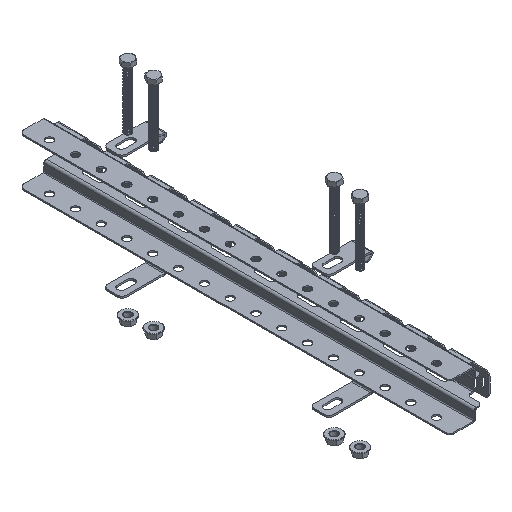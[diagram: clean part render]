
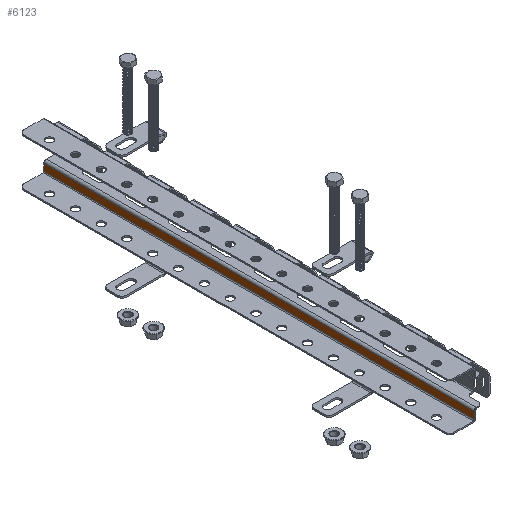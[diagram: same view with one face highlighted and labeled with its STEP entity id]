
A CAD part, isometric view. The second image highlights one B-rep face of the part: STEP entity #6123.
In plain terms, the highlighted face is planar.
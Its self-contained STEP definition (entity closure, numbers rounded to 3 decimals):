
#1459 = EDGE_CURVE ( 'NONE', #5570, #20440, #19357, .T. ) ;
#3662 = CARTESIAN_POINT ( 'NONE',  ( -17., -250., 18.5 ) ) ;
#4232 = CARTESIAN_POINT ( 'NONE',  ( -28., -250., 18.5 ) ) ;
#4529 = ORIENTED_EDGE ( 'NONE', *, *, #18063, .T. ) ;
#4552 = CARTESIAN_POINT ( 'NONE',  ( -28., 250., 18.5 ) ) ;
#4629 = DIRECTION ( 'NONE',  ( 0., 0., -1. ) ) ;
#4688 = AXIS2_PLACEMENT_3D ( 'NONE', #26902, #4629, #24787 ) ;
#5570 = VERTEX_POINT ( 'NONE', #11880 ) ;
#6121 = CARTESIAN_POINT ( 'NONE',  ( -25.5, 250., 18.5 ) ) ;
#6123 = ADVANCED_FACE ( 'NONE', ( #30156 ), #9839, .F. ) ;
#6760 = ORIENTED_EDGE ( 'NONE', *, *, #1459, .T. ) ;
#7089 = DIRECTION ( 'NONE',  ( 0., -1., 0. ) ) ;
#9115 = DIRECTION ( 'NONE',  ( 1., 0., 0. ) ) ;
#9300 = VECTOR ( 'NONE', #9115, 1000. ) ;
#9731 = CARTESIAN_POINT ( 'NONE',  ( -25.5, 250., 18.5 ) ) ;
#9839 = PLANE ( 'NONE',  #4688 ) ;
#9925 = DIRECTION ( 'NONE',  ( 1., 0., 0. ) ) ;
#11815 = LINE ( 'NONE', #19446, #30972 ) ;
#11820 = VECTOR ( 'NONE', #30693, 1000. ) ;
#11849 = CARTESIAN_POINT ( 'NONE',  ( -17., 250., 18.5 ) ) ;
#11880 = CARTESIAN_POINT ( 'NONE',  ( -25.5, -250., 18.5 ) ) ;
#12196 = VERTEX_POINT ( 'NONE', #9731 ) ;
#12963 = ORIENTED_EDGE ( 'NONE', *, *, #15454, .F. ) ;
#15454 = EDGE_CURVE ( 'NONE', #12196, #31005, #17395, .T. ) ;
#16445 = EDGE_CURVE ( 'NONE', #31005, #20440, #11815, .T. ) ;
#17254 = EDGE_LOOP ( 'NONE', ( #6760, #27727, #12963, #4529 ) ) ;
#17395 = LINE ( 'NONE', #4552, #29896 ) ;
#18063 = EDGE_CURVE ( 'NONE', #12196, #5570, #28720, .T. ) ;
#19357 = LINE ( 'NONE', #4232, #9300 ) ;
#19446 = CARTESIAN_POINT ( 'NONE',  ( -17., 250., 18.5 ) ) ;
#20440 = VERTEX_POINT ( 'NONE', #3662 ) ;
#24787 = DIRECTION ( 'NONE',  ( -1., 0., 0. ) ) ;
#26902 = CARTESIAN_POINT ( 'NONE',  ( -28., 250., 18.5 ) ) ;
#27727 = ORIENTED_EDGE ( 'NONE', *, *, #16445, .F. ) ;
#28720 = LINE ( 'NONE', #6121, #11820 ) ;
#29896 = VECTOR ( 'NONE', #9925, 1000. ) ;
#30156 = FACE_OUTER_BOUND ( 'NONE', #17254, .T. ) ;
#30693 = DIRECTION ( 'NONE',  ( 0., -1., 0. ) ) ;
#30972 = VECTOR ( 'NONE', #7089, 1000. ) ;
#31005 = VERTEX_POINT ( 'NONE', #11849 ) ;
